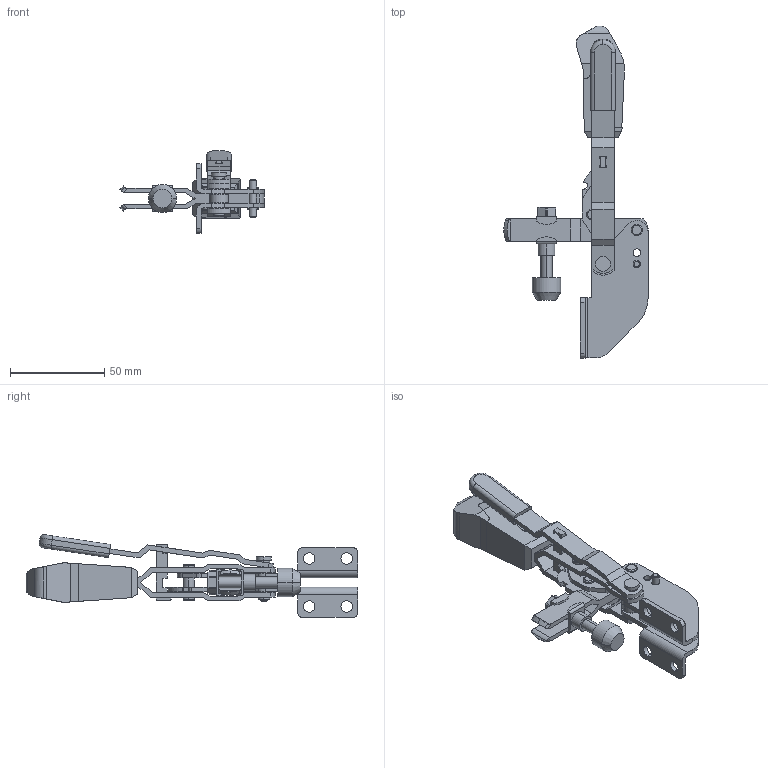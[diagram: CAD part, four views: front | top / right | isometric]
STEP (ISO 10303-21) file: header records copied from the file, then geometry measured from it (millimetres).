
FILE_DESCRIPTION(('STEP AP214'),'1');
FILE_NAME('HALDERN_EH_23330_0623.stp','2020-02-17T07:50:29',('TraceParts'),('TraceParts S.A.'),'Spatial InterOp 3D',' ',' ');
FILE_SCHEMA(('AUTOMOTIVE_DESIGN { 1 0 10303 214 1 1 1 1 }'));
Length unit declared in the file: millimetre
Products named in the file (1): HALDERN_EH_23330_0623_1
Bounding box: 76.69 x 176.5 x 43.97 mm (x, y, z)
Volume: 55124.8 mm3; surface area: 34464.8 mm2
Topology: 9 solids, 10 shells, 478 faces, 1252 edges, 814 vertices
Faces by surface type: plane 233, cylinder 197, cone 28, torus 20
Entity records: 19255 total; most frequent: CARTESIAN_POINT 3245, DIRECTION 2562, ORIENTED_EDGE 2504, EDGE_CURVE 1252, AXIS2_PLACEMENT_3D 899, VERTEX_POINT 814, LINE 764, VECTOR 764
